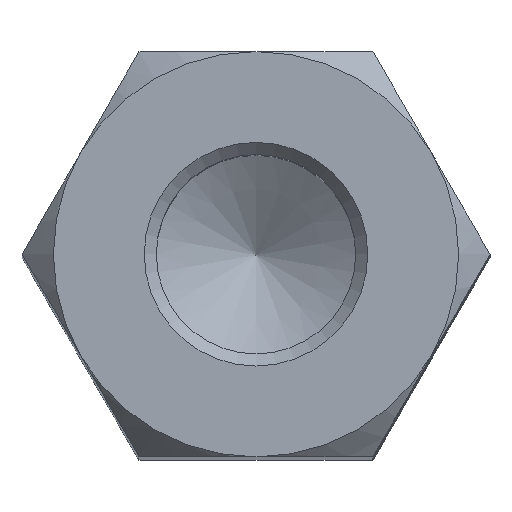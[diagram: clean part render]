
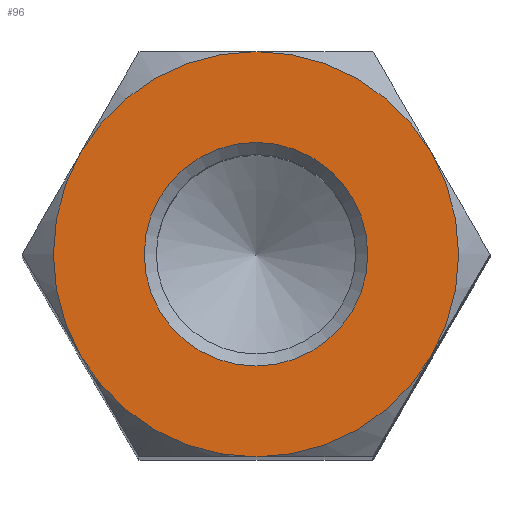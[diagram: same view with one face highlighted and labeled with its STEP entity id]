
A CAD part, top view. The second image highlights one B-rep face of the part: STEP entity #96.
In plain terms, the highlighted planar face has unit normal (0, 0, 1).
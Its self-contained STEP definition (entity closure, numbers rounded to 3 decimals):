
#96 = ADVANCED_FACE( '', ( #200, #201 ), #202, .T. );
#200 = FACE_BOUND( '', #301, .T. );
#201 = FACE_OUTER_BOUND( '', #302, .T. );
#202 = PLANE( '', #303 );
#301 = EDGE_LOOP( '', ( #480 ) );
#302 = EDGE_LOOP( '', ( #481, #482, #483, #484, #485, #486 ) );
#303 = AXIS2_PLACEMENT_3D( '', #487, #488, #489 );
#480 = ORIENTED_EDGE( '', *, *, #588, .T. );
#481 = ORIENTED_EDGE( '', *, *, #575, .F. );
#482 = ORIENTED_EDGE( '', *, *, #550, .F. );
#483 = ORIENTED_EDGE( '', *, *, #606, .F. );
#484 = ORIENTED_EDGE( '', *, *, #603, .T. );
#485 = ORIENTED_EDGE( '', *, *, #599, .F. );
#486 = ORIENTED_EDGE( '', *, *, #546, .F. );
#487 = CARTESIAN_POINT( '', ( 0., 0., 25. ) );
#488 = DIRECTION( '', ( 0., 0., 1. ) );
#489 = DIRECTION( '', ( 1., 0., 0. ) );
#546 = EDGE_CURVE( '', #630, #633, #634, .F. );
#550 = EDGE_CURVE( '', #637, #640, #641, .F. );
#575 = EDGE_CURVE( '', #640, #630, #677, .F. );
#588 = EDGE_CURVE( '', #693, #693, #694, .T. );
#599 = EDGE_CURVE( '', #633, #708, #709, .F. );
#603 = EDGE_CURVE( '', #701, #708, #713, .T. );
#606 = EDGE_CURVE( '', #701, #637, #716, .F. );
#630 = VERTEX_POINT( '', #752 );
#633 = VERTEX_POINT( '', #762 );
#634 = CIRCLE( '', #763, 5. );
#637 = VERTEX_POINT( '', #773 );
#640 = VERTEX_POINT( '', #781 );
#641 = CIRCLE( '', #782, 5. );
#677 = CIRCLE( '', #870, 5. );
#693 = VERTEX_POINT( '', #907 );
#694 = CIRCLE( '', #908, 2.759 );
#701 = VERTEX_POINT( '', #923 );
#708 = VERTEX_POINT( '', #956 );
#709 = CIRCLE( '', #957, 5. );
#713 = CIRCLE( '', #968, 5. );
#716 = CIRCLE( '', #976, 5. );
#752 = CARTESIAN_POINT( '', ( 0., -5., 25. ) );
#762 = CARTESIAN_POINT( '', ( -4.33, -2.5, 25. ) );
#763 = AXIS2_PLACEMENT_3D( '', #1004, #1005, #1006 );
#773 = CARTESIAN_POINT( '', ( 4.33, 2.5, 25. ) );
#781 = CARTESIAN_POINT( '', ( 4.33, -2.5, 25. ) );
#782 = AXIS2_PLACEMENT_3D( '', #1007, #1008, #1009 );
#870 = AXIS2_PLACEMENT_3D( '', #1033, #1034, #1035 );
#907 = CARTESIAN_POINT( '', ( 0., 2.759, 25. ) );
#908 = AXIS2_PLACEMENT_3D( '', #1044, #1045, #1046 );
#923 = CARTESIAN_POINT( '', ( 0., 5., 25. ) );
#956 = CARTESIAN_POINT( '', ( -4.33, 2.5, 25. ) );
#957 = AXIS2_PLACEMENT_3D( '', #1048, #1049, #1050 );
#968 = AXIS2_PLACEMENT_3D( '', #1051, #1052, #1053 );
#976 = AXIS2_PLACEMENT_3D( '', #1054, #1055, #1056 );
#1004 = CARTESIAN_POINT( '', ( 0., 0., 25. ) );
#1005 = DIRECTION( '', ( 0., 0., 1. ) );
#1006 = DIRECTION( '', ( 1., 0., 0. ) );
#1007 = CARTESIAN_POINT( '', ( 0., 0., 25. ) );
#1008 = DIRECTION( '', ( 0., 0., 1. ) );
#1009 = DIRECTION( '', ( 1., 0., 0. ) );
#1033 = CARTESIAN_POINT( '', ( 0., 0., 25. ) );
#1034 = DIRECTION( '', ( 0., 0., 1. ) );
#1035 = DIRECTION( '', ( 1., 0., 0. ) );
#1044 = CARTESIAN_POINT( '', ( 0., 0., 25. ) );
#1045 = DIRECTION( '', ( 0., 0., -1. ) );
#1046 = DIRECTION( '', ( 0., 1., 0. ) );
#1048 = CARTESIAN_POINT( '', ( 0., 0., 25. ) );
#1049 = DIRECTION( '', ( 0., 0., 1. ) );
#1050 = DIRECTION( '', ( 1., 0., 0. ) );
#1051 = CARTESIAN_POINT( '', ( 0., 0., 25. ) );
#1052 = DIRECTION( '', ( 0., 0., 1. ) );
#1053 = DIRECTION( '', ( 1., 0., 0. ) );
#1054 = CARTESIAN_POINT( '', ( 0., 0., 25. ) );
#1055 = DIRECTION( '', ( 0., 0., 1. ) );
#1056 = DIRECTION( '', ( 1., 0., 0. ) );
